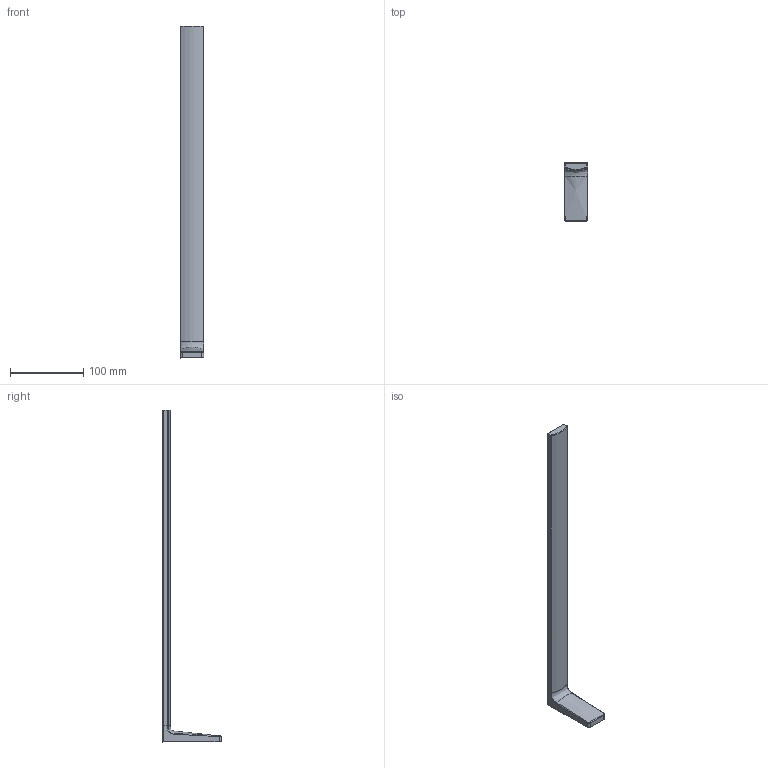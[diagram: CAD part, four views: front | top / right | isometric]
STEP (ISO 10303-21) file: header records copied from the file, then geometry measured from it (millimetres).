
FILE_DESCRIPTION (( 'STEP AP214' ), '1' );
FILE_NAME ('83211976ff_PM.STEP', '2024-02-19T13:26:12', ( '' ), ( '' ), 'SwSTEP 2.0', 'SolidWorks 2023', '' );
FILE_SCHEMA (( 'AUTOMOTIVE_DESIGN' ));
Length unit declared in the file: millimetre
Products named in the file (3): 83211976ff_PM; Planungsmodell_Halter-+-052822720_K1_32x432; Planungsmodell_Halter-+-08179707321_K1_80x53
Assembly tree (2 placements, depth 2):
  83211976ff_PM
    Planungsmodell_Halter-+-052822720_K1_32x432
    Planungsmodell_Halter-+-08179707321_K1_80x53
Bounding box: 32 x 80 x 454.21 mm (x, y, z)
Volume: 164630.6 mm3; surface area: 46817.4 mm2
Topology: 2 solids, 3 shells, 122 faces, 290 edges, 169 vertices
Faces by surface type: cylinder 42, plane 37, bspline 37, cone 6
Entity records: 6012 total; most frequent: CARTESIAN_POINT 3440, ORIENTED_EDGE 566, DIRECTION 457, EDGE_CURVE 283, VERTEX_POINT 169, AXIS2_PLACEMENT_3D 166, LINE 125, VECTOR 125
